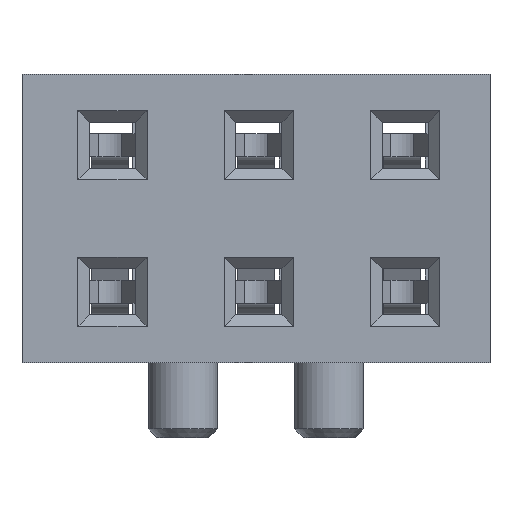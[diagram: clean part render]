
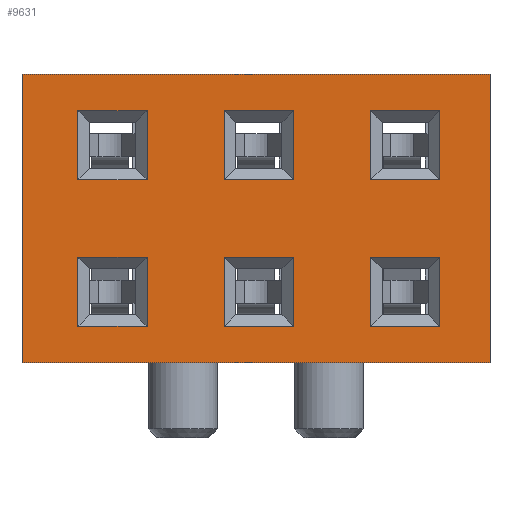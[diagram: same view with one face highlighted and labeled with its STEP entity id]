
A CAD part, left-side view. The second image highlights one B-rep face of the part: STEP entity #9631.
In plain terms, the highlighted face is planar.
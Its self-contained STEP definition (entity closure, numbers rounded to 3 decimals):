
#1174=ORIENTED_EDGE('',*,*,#2603,.T.);
#1175=ORIENTED_EDGE('',*,*,#2597,.T.);
#1176=ORIENTED_EDGE('',*,*,#2599,.T.);
#1177=ORIENTED_EDGE('',*,*,#2605,.T.);
#1178=ORIENTED_EDGE('',*,*,#2717,.T.);
#1179=ORIENTED_EDGE('',*,*,#2711,.T.);
#1180=ORIENTED_EDGE('',*,*,#2713,.T.);
#1181=ORIENTED_EDGE('',*,*,#2719,.T.);
#1182=ORIENTED_EDGE('',*,*,#2839,.T.);
#1183=ORIENTED_EDGE('',*,*,#2833,.T.);
#1184=ORIENTED_EDGE('',*,*,#2835,.T.);
#1185=ORIENTED_EDGE('',*,*,#2841,.T.);
#1186=ORIENTED_EDGE('',*,*,#2853,.F.);
#1187=ORIENTED_EDGE('',*,*,#2863,.F.);
#1188=ORIENTED_EDGE('',*,*,#2859,.T.);
#1189=ORIENTED_EDGE('',*,*,#2864,.T.);
#1190=ORIENTED_EDGE('',*,*,#2774,.T.);
#1191=ORIENTED_EDGE('',*,*,#2768,.T.);
#1192=ORIENTED_EDGE('',*,*,#2770,.T.);
#1193=ORIENTED_EDGE('',*,*,#2776,.T.);
#1194=ORIENTED_EDGE('',*,*,#2660,.T.);
#1195=ORIENTED_EDGE('',*,*,#2654,.T.);
#1196=ORIENTED_EDGE('',*,*,#2656,.T.);
#1197=ORIENTED_EDGE('',*,*,#2662,.T.);
#1198=ORIENTED_EDGE('',*,*,#2546,.T.);
#1199=ORIENTED_EDGE('',*,*,#2540,.T.);
#1200=ORIENTED_EDGE('',*,*,#2542,.T.);
#1201=ORIENTED_EDGE('',*,*,#2548,.T.);
#2540=EDGE_CURVE('',#3499,#3501,#4210,.T.);
#2542=EDGE_CURVE('',#3501,#3502,#4212,.T.);
#2546=EDGE_CURVE('',#3504,#3499,#4216,.T.);
#2548=EDGE_CURVE('',#3502,#3504,#4218,.T.);
#2597=EDGE_CURVE('',#3535,#3537,#4265,.T.);
#2599=EDGE_CURVE('',#3537,#3538,#4267,.T.);
#2603=EDGE_CURVE('',#3540,#3535,#4271,.T.);
#2605=EDGE_CURVE('',#3538,#3540,#4273,.T.);
#2654=EDGE_CURVE('',#3571,#3573,#4320,.T.);
#2656=EDGE_CURVE('',#3573,#3575,#4322,.T.);
#2660=EDGE_CURVE('',#3577,#3571,#4326,.T.);
#2662=EDGE_CURVE('',#3575,#3577,#4328,.T.);
#2711=EDGE_CURVE('',#3607,#3609,#4375,.T.);
#2713=EDGE_CURVE('',#3609,#3611,#4377,.T.);
#2717=EDGE_CURVE('',#3613,#3607,#4381,.T.);
#2719=EDGE_CURVE('',#3611,#3613,#4383,.T.);
#2768=EDGE_CURVE('',#3643,#3645,#4430,.T.);
#2770=EDGE_CURVE('',#3645,#3646,#4432,.T.);
#2774=EDGE_CURVE('',#3648,#3643,#4436,.T.);
#2776=EDGE_CURVE('',#3646,#3648,#4438,.T.);
#2833=EDGE_CURVE('',#3687,#3689,#4493,.T.);
#2835=EDGE_CURVE('',#3689,#3691,#4495,.T.);
#2839=EDGE_CURVE('',#3693,#3687,#4499,.T.);
#2841=EDGE_CURVE('',#3691,#3693,#4501,.T.);
#2853=EDGE_CURVE('',#3697,#3698,#4513,.T.);
#2859=EDGE_CURVE('',#3702,#3701,#4519,.T.);
#2863=EDGE_CURVE('',#3702,#3697,#4523,.T.);
#2864=EDGE_CURVE('',#3701,#3698,#4524,.T.);
#3499=VERTEX_POINT('',#12828);
#3501=VERTEX_POINT('',#12832);
#3502=VERTEX_POINT('',#12836);
#3504=VERTEX_POINT('',#12842);
#3535=VERTEX_POINT('',#12937);
#3537=VERTEX_POINT('',#12941);
#3538=VERTEX_POINT('',#12945);
#3540=VERTEX_POINT('',#12951);
#3571=VERTEX_POINT('',#13046);
#3573=VERTEX_POINT('',#13050);
#3575=VERTEX_POINT('',#13055);
#3577=VERTEX_POINT('',#13061);
#3607=VERTEX_POINT('',#13155);
#3609=VERTEX_POINT('',#13159);
#3611=VERTEX_POINT('',#13164);
#3613=VERTEX_POINT('',#13170);
#3643=VERTEX_POINT('',#13264);
#3645=VERTEX_POINT('',#13268);
#3646=VERTEX_POINT('',#13272);
#3648=VERTEX_POINT('',#13278);
#3687=VERTEX_POINT('',#13391);
#3689=VERTEX_POINT('',#13395);
#3691=VERTEX_POINT('',#13400);
#3693=VERTEX_POINT('',#13406);
#3697=VERTEX_POINT('',#13432);
#3698=VERTEX_POINT('',#13434);
#3701=VERTEX_POINT('',#13443);
#3702=VERTEX_POINT('',#13445);
#4210=LINE('',#12833,#5128);
#4212=LINE('',#12838,#5130);
#4216=LINE('',#12845,#5134);
#4218=LINE('',#12848,#5136);
#4265=LINE('',#12942,#5183);
#4267=LINE('',#12947,#5185);
#4271=LINE('',#12954,#5189);
#4273=LINE('',#12957,#5191);
#4320=LINE('',#13051,#5238);
#4322=LINE('',#13056,#5240);
#4326=LINE('',#13063,#5244);
#4328=LINE('',#13066,#5246);
#4375=LINE('',#13160,#5293);
#4377=LINE('',#13165,#5295);
#4381=LINE('',#13172,#5299);
#4383=LINE('',#13175,#5301);
#4430=LINE('',#13269,#5348);
#4432=LINE('',#13274,#5350);
#4436=LINE('',#13281,#5354);
#4438=LINE('',#13284,#5356);
#4493=LINE('',#13396,#5411);
#4495=LINE('',#13401,#5413);
#4499=LINE('',#13408,#5417);
#4501=LINE('',#13411,#5419);
#4513=LINE('',#13433,#5431);
#4519=LINE('',#13444,#5437);
#4523=LINE('',#13451,#5441);
#4524=LINE('',#13453,#5442);
#5128=VECTOR('',#10798,1000.);
#5130=VECTOR('',#10802,1000.);
#5134=VECTOR('',#10808,1000.);
#5136=VECTOR('',#10812,1000.);
#5183=VECTOR('',#10889,1000.);
#5185=VECTOR('',#10893,1000.);
#5189=VECTOR('',#10899,1000.);
#5191=VECTOR('',#10903,1000.);
#5238=VECTOR('',#10980,1000.);
#5240=VECTOR('',#10984,1000.);
#5244=VECTOR('',#10990,1000.);
#5246=VECTOR('',#10994,1000.);
#5293=VECTOR('',#11071,1000.);
#5295=VECTOR('',#11075,1000.);
#5299=VECTOR('',#11081,1000.);
#5301=VECTOR('',#11085,1000.);
#5348=VECTOR('',#11162,1000.);
#5350=VECTOR('',#11166,1000.);
#5354=VECTOR('',#11172,1000.);
#5356=VECTOR('',#11176,1000.);
#5411=VECTOR('',#11265,1000.);
#5413=VECTOR('',#11269,1000.);
#5417=VECTOR('',#11275,1000.);
#5419=VECTOR('',#11279,1000.);
#5431=VECTOR('',#11303,1000.);
#5437=VECTOR('',#11311,1000.);
#5441=VECTOR('',#11317,1000.);
#5442=VECTOR('',#11320,1000.);
#5925=EDGE_LOOP('',(#1174,#1175,#1176,#1177));
#5926=EDGE_LOOP('',(#1178,#1179,#1180,#1181));
#5927=EDGE_LOOP('',(#1182,#1183,#1184,#1185));
#5928=EDGE_LOOP('',(#1186,#1187,#1188,#1189));
#5929=EDGE_LOOP('',(#1190,#1191,#1192,#1193));
#5930=EDGE_LOOP('',(#1194,#1195,#1196,#1197));
#5931=EDGE_LOOP('',(#1198,#1199,#1200,#1201));
#6325=FACE_BOUND('',#5925,.T.);
#6326=FACE_BOUND('',#5926,.T.);
#6327=FACE_BOUND('',#5927,.T.);
#6328=FACE_BOUND('',#5928,.T.);
#6329=FACE_BOUND('',#5929,.T.);
#6330=FACE_BOUND('',#5930,.T.);
#6331=FACE_BOUND('',#5931,.T.);
#6709=PLANE('',#10026);
#9631=ADVANCED_FACE('',(#6325,#6326,#6327,#6328,#6329,#6330,#6331),#6709,
 .T.);
#10026=AXIS2_PLACEMENT_3D('',#13462,#11336,#11337);
#10798=DIRECTION('',(1.,0.,0.));
#10802=DIRECTION('',(0.,0.,-1.));
#10808=DIRECTION('',(0.,0.,1.));
#10812=DIRECTION('',(-1.,0.,0.));
#10889=DIRECTION('',(1.,0.,0.));
#10893=DIRECTION('',(0.,0.,-1.));
#10899=DIRECTION('',(0.,0.,1.));
#10903=DIRECTION('',(-1.,0.,0.));
#10980=DIRECTION('',(-1.,0.,0.));
#10984=DIRECTION('',(0.,0.,1.));
#10990=DIRECTION('',(0.,0.,-1.));
#10994=DIRECTION('',(1.,0.,0.));
#11071=DIRECTION('',(-1.,0.,0.));
#11075=DIRECTION('',(0.,0.,1.));
#11081=DIRECTION('',(0.,0.,-1.));
#11085=DIRECTION('',(1.,0.,0.));
#11162=DIRECTION('',(1.,0.,0.));
#11166=DIRECTION('',(0.,0.,-1.));
#11172=DIRECTION('',(0.,0.,1.));
#11176=DIRECTION('',(-1.,0.,0.));
#11265=DIRECTION('',(-1.,0.,0.));
#11269=DIRECTION('',(0.,0.,1.));
#11275=DIRECTION('',(0.,0.,-1.));
#11279=DIRECTION('',(1.,0.,0.));
#11303=DIRECTION('',(0.,0.,1.));
#11311=DIRECTION('',(0.,0.,1.));
#11317=DIRECTION('',(-1.,0.,0.));
#11320=DIRECTION('',(-1.,0.,0.));
#11336=DIRECTION('',(0.,-1.,0.));
#11337=DIRECTION('',(0.,0.,-1.));
#12828=CARTESIAN_POINT('',(-3.09,-4.25,1.87));
#12832=CARTESIAN_POINT('',(-1.89,-4.25,1.87));
#12833=CARTESIAN_POINT('',(4.06,-4.25,1.87));
#12836=CARTESIAN_POINT('',(-1.89,-4.25,0.67));
#12838=CARTESIAN_POINT('',(-1.89,-4.25,-2.5));
#12842=CARTESIAN_POINT('',(-3.09,-4.25,0.67));
#12845=CARTESIAN_POINT('',(-3.09,-4.25,-2.5));
#12848=CARTESIAN_POINT('',(4.06,-4.25,0.67));
#12937=CARTESIAN_POINT('',(-0.55,-4.25,1.87));
#12941=CARTESIAN_POINT('',(0.65,-4.25,1.87));
#12942=CARTESIAN_POINT('',(4.06,-4.25,1.87));
#12945=CARTESIAN_POINT('',(0.65,-4.25,0.67));
#12947=CARTESIAN_POINT('',(0.65,-4.25,-2.5));
#12951=CARTESIAN_POINT('',(-0.55,-4.25,0.67));
#12954=CARTESIAN_POINT('',(-0.55,-4.25,-2.5));
#12957=CARTESIAN_POINT('',(4.06,-4.25,0.67));
#13046=CARTESIAN_POINT('',(-1.89,-4.25,-1.87));
#13050=CARTESIAN_POINT('',(-3.09,-4.25,-1.87));
#13051=CARTESIAN_POINT('',(4.06,-4.25,-1.87));
#13055=CARTESIAN_POINT('',(-3.09,-4.25,-0.67));
#13056=CARTESIAN_POINT('',(-3.09,-4.25,-2.5));
#13061=CARTESIAN_POINT('',(-1.89,-4.25,-0.67));
#13063=CARTESIAN_POINT('',(-1.89,-4.25,-2.5));
#13066=CARTESIAN_POINT('',(4.06,-4.25,-0.67));
#13155=CARTESIAN_POINT('',(0.65,-4.25,-1.87));
#13159=CARTESIAN_POINT('',(-0.55,-4.25,-1.87));
#13160=CARTESIAN_POINT('',(4.06,-4.25,-1.87));
#13164=CARTESIAN_POINT('',(-0.55,-4.25,-0.67));
#13165=CARTESIAN_POINT('',(-0.55,-4.25,-2.5));
#13170=CARTESIAN_POINT('',(0.65,-4.25,-0.67));
#13172=CARTESIAN_POINT('',(0.65,-4.25,-2.5));
#13175=CARTESIAN_POINT('',(4.06,-4.25,-0.67));
#13264=CARTESIAN_POINT('',(1.99,-4.25,1.87));
#13268=CARTESIAN_POINT('',(3.19,-4.25,1.87));
#13269=CARTESIAN_POINT('',(4.06,-4.25,1.87));
#13272=CARTESIAN_POINT('',(3.19,-4.25,0.67));
#13274=CARTESIAN_POINT('',(3.19,-4.25,-2.5));
#13278=CARTESIAN_POINT('',(1.99,-4.25,0.67));
#13281=CARTESIAN_POINT('',(1.99,-4.25,-2.5));
#13284=CARTESIAN_POINT('',(4.06,-4.25,0.67));
#13391=CARTESIAN_POINT('',(3.19,-4.25,-1.87));
#13395=CARTESIAN_POINT('',(1.99,-4.25,-1.87));
#13396=CARTESIAN_POINT('',(4.06,-4.25,-1.87));
#13400=CARTESIAN_POINT('',(1.99,-4.25,-0.67));
#13401=CARTESIAN_POINT('',(1.99,-4.25,-2.5));
#13406=CARTESIAN_POINT('',(3.19,-4.25,-0.67));
#13408=CARTESIAN_POINT('',(3.19,-4.25,-2.5));
#13411=CARTESIAN_POINT('',(4.06,-4.25,-0.67));
#13432=CARTESIAN_POINT('',(-4.06,-4.25,-2.5));
#13433=CARTESIAN_POINT('',(-4.06,-4.25,-2.5));
#13434=CARTESIAN_POINT('',(-4.06,-4.25,2.5));
#13443=CARTESIAN_POINT('',(4.06,-4.25,2.5));
#13444=CARTESIAN_POINT('',(4.06,-4.25,-2.5));
#13445=CARTESIAN_POINT('',(4.06,-4.25,-2.5));
#13451=CARTESIAN_POINT('',(4.06,-4.25,-2.5));
#13453=CARTESIAN_POINT('',(4.06,-4.25,2.5));
#13462=CARTESIAN_POINT('',(4.06,-4.25,-2.5));
